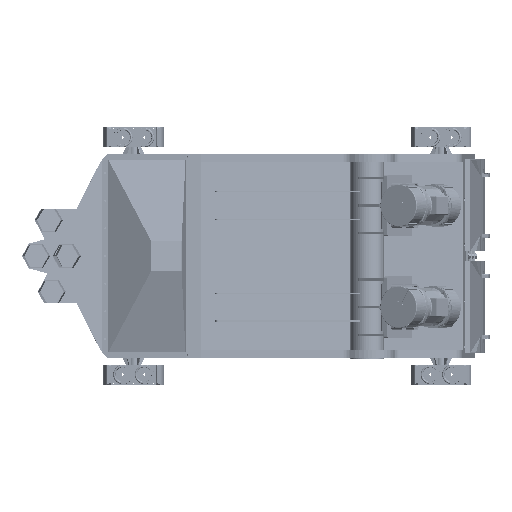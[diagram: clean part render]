
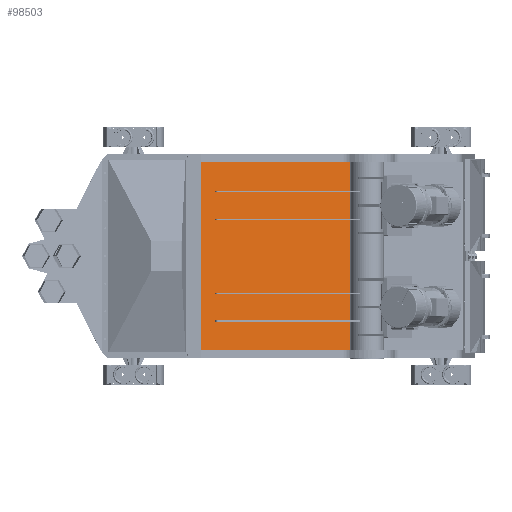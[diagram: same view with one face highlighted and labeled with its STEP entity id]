
A CAD part, front view. The second image highlights one B-rep face of the part: STEP entity #98503.
In plain terms, the highlighted free-form (B-spline) face has degree [1, 1] with [2, 2] control points.
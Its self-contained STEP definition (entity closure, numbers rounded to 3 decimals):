
#97847 = EDGE_CURVE('',#97848,#97850,#97852,.T.);
#97848 = VERTEX_POINT('',#97849);
#97849 = CARTESIAN_POINT('',(-864.193,-1222.68,
    -1559.399));
#97850 = VERTEX_POINT('',#97851);
#97851 = CARTESIAN_POINT('',(-864.193,-1222.68,
    -7.632));
#97852 = B_SPLINE_CURVE_WITH_KNOTS('',1,(#97853,#97854),.UNSPECIFIED.,
  .F.,.F.,(2,2),(0.,1220.),.PIECEWISE_BEZIER_KNOTS.);
#97853 = CARTESIAN_POINT('',(-864.193,-1222.68,
    -1559.399));
#97854 = CARTESIAN_POINT('',(-864.193,-1222.68,
    -7.632));
#97928 = VERTEX_POINT('',#97929);
#97929 = CARTESIAN_POINT('',(-2266.336,-1968.212,
    -1559.399));
#97965 = EDGE_CURVE('',#97848,#97928,#97966,.T.);
#97966 = B_SPLINE_CURVE_WITH_KNOTS('',1,(#97967,#97968),.UNSPECIFIED.,
  .F.,.F.,(2,2),(0.747,1249.253),
  .PIECEWISE_BEZIER_KNOTS.);
#97967 = CARTESIAN_POINT('',(-864.193,-1222.68,
    -1559.399));
#97968 = CARTESIAN_POINT('',(-2266.336,-1968.212,
    -1559.399));
#98001 = VERTEX_POINT('',#98002);
#98002 = CARTESIAN_POINT('',(-2266.336,-1968.212,
    -7.632));
#98151 = EDGE_CURVE('',#97850,#98001,#98152,.T.);
#98152 = B_SPLINE_CURVE_WITH_KNOTS('',1,(#98153,#98154),.UNSPECIFIED.,
  .F.,.F.,(2,2),(0.747,1249.253),
  .PIECEWISE_BEZIER_KNOTS.);
#98153 = CARTESIAN_POINT('',(-864.193,-1222.68,
    -7.632));
#98154 = CARTESIAN_POINT('',(-2266.336,-1968.212,
    -7.632));
#98503 = ADVANCED_FACE('',(#98504),#98514,.F.);
#98504 = FACE_BOUND('',#98505,.T.);
#98505 = EDGE_LOOP('',(#98506,#98507,#98512,#98513));
#98506 = ORIENTED_EDGE('',*,*,#98151,.T.);
#98507 = ORIENTED_EDGE('',*,*,#98508,.F.);
#98508 = EDGE_CURVE('',#97928,#98001,#98509,.T.);
#98509 = B_SPLINE_CURVE_WITH_KNOTS('',1,(#98510,#98511),.UNSPECIFIED.,
  .F.,.F.,(2,2),(0.,1220.),.PIECEWISE_BEZIER_KNOTS.);
#98510 = CARTESIAN_POINT('',(-2266.336,-1968.212,
    -1559.399));
#98511 = CARTESIAN_POINT('',(-2266.336,-1968.212,
    -7.632));
#98512 = ORIENTED_EDGE('',*,*,#97965,.F.);
#98513 = ORIENTED_EDGE('',*,*,#97847,.T.);
#98514 = B_SPLINE_SURFACE_WITH_KNOTS('',1,1,(
    (#98515,#98516)
    ,(#98517,#98518
    )),.UNSPECIFIED.,.F.,.F.,.F.,(2,2),(2,2),(0.747,
    1249.253),(0.,1220.),.PIECEWISE_BEZIER_KNOTS.);
#98515 = CARTESIAN_POINT('',(-864.193,-1222.68,
    -1559.399));
#98516 = CARTESIAN_POINT('',(-864.193,-1222.68,
    -7.632));
#98517 = CARTESIAN_POINT('',(-2266.336,-1968.212,
    -1559.399));
#98518 = CARTESIAN_POINT('',(-2266.336,-1968.212,
    -7.632));
